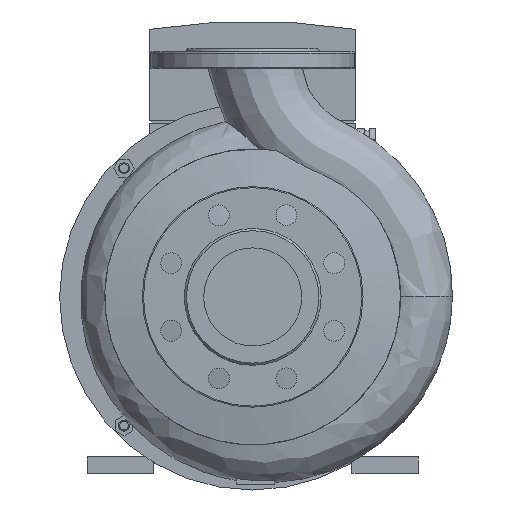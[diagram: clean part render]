
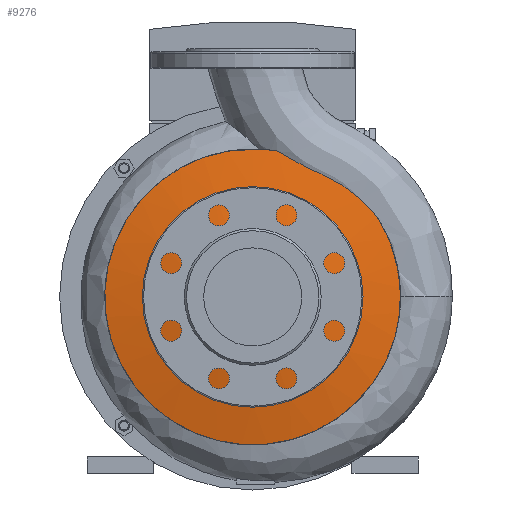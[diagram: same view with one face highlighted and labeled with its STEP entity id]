
A CAD part, left-side view. The second image highlights one B-rep face of the part: STEP entity #9276.
In plain terms, the highlighted conical face has half-angle 80.023 degrees and reference radius 97.005 mm.
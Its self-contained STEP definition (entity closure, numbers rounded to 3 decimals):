
#41=CONICAL_SURFACE('',#10178,97.005,1.397);
#361=FACE_BOUND('',#2248,.T.);
#755=CIRCLE('',#10179,134.06);
#756=CIRCLE('',#10180,59.95);
#1586=FACE_OUTER_BOUND('',#2247,.T.);
#2247=EDGE_LOOP('',(#8570,#8571));
#2248=EDGE_LOOP('',(#8572));
#2350=B_SPLINE_CURVE_WITH_KNOTS('',3,(#18587,#18588,#18589,#18590,#18591,
#18592,#18593,#18594,#18595,#18596,#18597,#18598,#18599,#18600,#18601,#18602,
#18603,#18604,#18605,#18606,#18607,#18608,#18609,#18610,#18611,#18612,#18613,
#18614,#18615,#18616,#18617,#18618,#18619,#18620,#18621,#18622,#18623,#18624,
#18625,#18626,#18627,#18628,#18629,#18630,#18631,#18632,#18633,#18634,#18635,
#18636,#18637,#18638,#18639,#18640,#18641),.UNSPECIFIED.,.F.,.F.,(4,3,3,
3,3,3,3,3,3,3,3,3,3,3,3,3,3,3,4),(11.796,14.483,15.332,
17.269,20.842,22.203,23.309,23.862,
24.138,24.241,24.325,24.415,25.446,
26.093,26.215,26.304,26.695,26.74,
26.954),.UNSPECIFIED.);
#4780=VERTEX_POINT('',#18579);
#4781=VERTEX_POINT('',#18586);
#4791=VERTEX_POINT('',#18719);
#6048=EDGE_CURVE('',#4781,#4780,#2350,.T.);
#6064=EDGE_CURVE('',#4780,#4781,#755,.T.);
#6065=EDGE_CURVE('',#4791,#4791,#756,.T.);
#8570=ORIENTED_EDGE('',*,*,#6048,.T.);
#8571=ORIENTED_EDGE('',*,*,#6064,.T.);
#8572=ORIENTED_EDGE('',*,*,#6065,.F.);
#9276=ADVANCED_FACE('',(#1586,#361),#41,.T.);
#10178=AXIS2_PLACEMENT_3D('',#18717,#12721,#12722);
#10179=AXIS2_PLACEMENT_3D('',#18718,#12723,#12724);
#10180=AXIS2_PLACEMENT_3D('',#18720,#12725,#12726);
#12721=DIRECTION('center_axis',(1.,0.,0.));
#12722=DIRECTION('ref_axis',(0.,0.,1.));
#12723=DIRECTION('center_axis',(-1.,0.,0.));
#12724=DIRECTION('ref_axis',(0.,0.,1.));
#12725=DIRECTION('center_axis',(-1.,0.,0.));
#12726=DIRECTION('ref_axis',(0.,0.,1.));
#18579=CARTESIAN_POINT('',(-36.963,-22.612,292.139));
#18586=CARTESIAN_POINT('',(-36.963,-112.533,232.859));
#18587=CARTESIAN_POINT('Ctrl Pts',(-36.963,-112.533,232.859));
#18588=CARTESIAN_POINT('Ctrl Pts',(-37.04,-109.63,
236.537));
#18589=CARTESIAN_POINT('Ctrl Pts',(-37.118,-106.528,
240.059));
#18590=CARTESIAN_POINT('Ctrl Pts',(-37.198,-103.242,
243.405));
#18591=CARTESIAN_POINT('Ctrl Pts',(-37.224,-102.204,
244.461));
#18592=CARTESIAN_POINT('Ctrl Pts',(-37.249,-101.147,
245.5));
#18593=CARTESIAN_POINT('Ctrl Pts',(-37.274,-100.073,
246.521));
#18594=CARTESIAN_POINT('Ctrl Pts',(-37.333,-97.62,
248.852));
#18595=CARTESIAN_POINT('Ctrl Pts',(-37.393,-95.067,
251.082));
#18596=CARTESIAN_POINT('Ctrl Pts',(-37.456,-92.424,
253.204));
#18597=CARTESIAN_POINT('Ctrl Pts',(-37.57,-87.551,
257.118));
#18598=CARTESIAN_POINT('Ctrl Pts',(-37.69,-82.394,
260.656));
#18599=CARTESIAN_POINT('Ctrl Pts',(-37.807,-76.999,263.823));
#18600=CARTESIAN_POINT('Ctrl Pts',(-37.852,-74.944,
265.03));
#18601=CARTESIAN_POINT('Ctrl Pts',(-37.897,-72.85,266.185));
#18602=CARTESIAN_POINT('Ctrl Pts',(-37.941,-70.738,
267.279));
#18603=CARTESIAN_POINT('Ctrl Pts',(-37.976,-69.023,
268.168));
#18604=CARTESIAN_POINT('Ctrl Pts',(-38.011,-67.294,
269.019));
#18605=CARTESIAN_POINT('Ctrl Pts',(-38.045,-65.545,
269.837));
#18606=CARTESIAN_POINT('Ctrl Pts',(-38.062,-64.671,
270.246));
#18607=CARTESIAN_POINT('Ctrl Pts',(-38.079,-63.792,
270.646));
#18608=CARTESIAN_POINT('Ctrl Pts',(-38.096,-62.907,
271.04));
#18609=CARTESIAN_POINT('Ctrl Pts',(-38.104,-62.464,
271.236));
#18610=CARTESIAN_POINT('Ctrl Pts',(-38.112,-62.02,
271.431));
#18611=CARTESIAN_POINT('Ctrl Pts',(-38.12,-61.575,
271.624));
#18612=CARTESIAN_POINT('Ctrl Pts',(-38.123,-61.409,
271.696));
#18613=CARTESIAN_POINT('Ctrl Pts',(-38.126,-61.243,
271.768));
#18614=CARTESIAN_POINT('Ctrl Pts',(-38.129,-61.076,
271.839));
#18615=CARTESIAN_POINT('Ctrl Pts',(-38.132,-60.94,
271.898));
#18616=CARTESIAN_POINT('Ctrl Pts',(-38.134,-60.796,
271.959));
#18617=CARTESIAN_POINT('Ctrl Pts',(-38.137,-60.64,
272.026));
#18618=CARTESIAN_POINT('Ctrl Pts',(-38.14,-60.474,
272.097));
#18619=CARTESIAN_POINT('Ctrl Pts',(-38.143,-60.295,
272.172));
#18620=CARTESIAN_POINT('Ctrl Pts',(-38.147,-60.105,
272.253));
#18621=CARTESIAN_POINT('Ctrl Pts',(-38.186,-57.904,
273.18));
#18622=CARTESIAN_POINT('Ctrl Pts',(-38.236,-54.129,
274.813));
#18623=CARTESIAN_POINT('Ctrl Pts',(-38.193,-49.378,
277.084));
#18624=CARTESIAN_POINT('Ctrl Pts',(-38.165,-46.394,
278.51));
#18625=CARTESIAN_POINT('Ctrl Pts',(-38.1,-43.026,
280.189));
#18626=CARTESIAN_POINT('Ctrl Pts',(-37.972,-39.426,
282.116));
#18627=CARTESIAN_POINT('Ctrl Pts',(-37.948,-38.748,
282.479));
#18628=CARTESIAN_POINT('Ctrl Pts',(-37.922,-38.062,282.851));
#18629=CARTESIAN_POINT('Ctrl Pts',(-37.893,-37.368,
283.232));
#18630=CARTESIAN_POINT('Ctrl Pts',(-37.872,-36.861,
283.511));
#18631=CARTESIAN_POINT('Ctrl Pts',(-37.85,-36.351,283.793));
#18632=CARTESIAN_POINT('Ctrl Pts',(-37.826,-35.823,
284.088));
#18633=CARTESIAN_POINT('Ctrl Pts',(-37.72,-33.513,
285.381));
#18634=CARTESIAN_POINT('Ctrl Pts',(-37.578,-30.935,
286.88));
#18635=CARTESIAN_POINT('Ctrl Pts',(-37.393,-28.204,
288.56));
#18636=CARTESIAN_POINT('Ctrl Pts',(-37.371,-27.885,288.756));
#18637=CARTESIAN_POINT('Ctrl Pts',(-37.349,-27.565,
288.954));
#18638=CARTESIAN_POINT('Ctrl Pts',(-37.326,-27.243,
289.154));
#18639=CARTESIAN_POINT('Ctrl Pts',(-37.219,-25.733,
290.094));
#18640=CARTESIAN_POINT('Ctrl Pts',(-37.098,-24.183,
291.09));
#18641=CARTESIAN_POINT('Ctrl Pts',(-36.963,-22.612,292.139));
#18717=CARTESIAN_POINT('Origin',(-43.482,0.,160.));
#18718=CARTESIAN_POINT('Origin',(-36.963,0.,160.));
#18719=CARTESIAN_POINT('',(-50.,0.,219.95));
#18720=CARTESIAN_POINT('Origin',(-50.,0.,160.));
